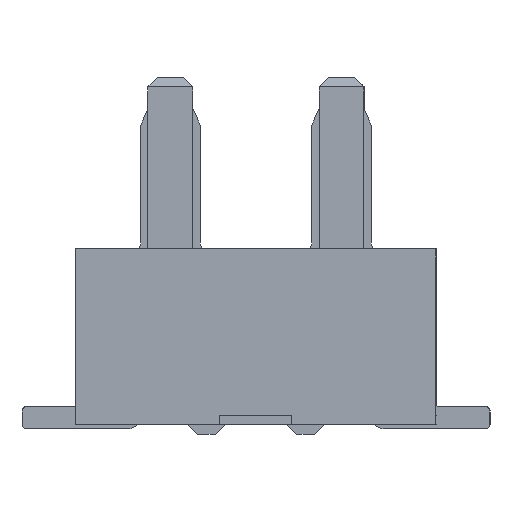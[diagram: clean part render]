
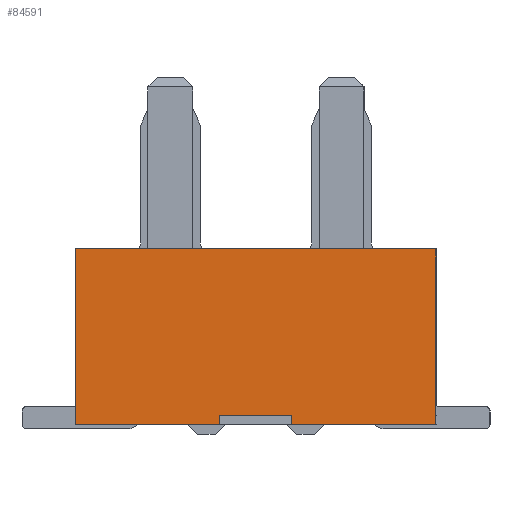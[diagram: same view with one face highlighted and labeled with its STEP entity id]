
A CAD part, left-side view. The second image highlights one B-rep face of the part: STEP entity #84591.
In plain terms, the highlighted planar face has unit normal (-1, 0, 0).
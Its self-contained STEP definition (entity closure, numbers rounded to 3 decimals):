
#265 = DIRECTION ( 'NONE',  ( 0., 0., 1. ) ) ;
#285 = CARTESIAN_POINT ( 'NONE',  ( -6.35, -2., 0. ) ) ;
#728 = ORIENTED_EDGE ( 'NONE', *, *, #42736, .F. ) ;
#1893 = CARTESIAN_POINT ( 'NONE',  ( -6.35, -2., 1.95 ) ) ;
#2477 = LINE ( 'NONE', #43555, #25844 ) ;
#2614 = VECTOR ( 'NONE', #265, 1000. ) ;
#3228 = VECTOR ( 'NONE', #34988, 1000. ) ;
#5453 = DIRECTION ( 'NONE',  ( 1., 0., 0. ) ) ;
#6105 = VERTEX_POINT ( 'NONE', #70047 ) ;
#6546 = DIRECTION ( 'NONE',  ( 0., -1., 0. ) ) ;
#6764 = PLANE ( 'NONE',  #8233 ) ;
#6782 = ORIENTED_EDGE ( 'NONE', *, *, #66952, .F. ) ;
#7836 = ORIENTED_EDGE ( 'NONE', *, *, #84430, .T. ) ;
#8233 = AXIS2_PLACEMENT_3D ( 'NONE', #68388, #5453, #25539 ) ;
#12118 = ORIENTED_EDGE ( 'NONE', *, *, #46280, .F. ) ;
#13030 = CARTESIAN_POINT ( 'NONE',  ( -6.35, -0.4, 0. ) ) ;
#13850 = VECTOR ( 'NONE', #45059, 1000. ) ;
#15528 = VERTEX_POINT ( 'NONE', #13030 ) ;
#21842 = CARTESIAN_POINT ( 'NONE',  ( -6.35, -2., 1.95 ) ) ;
#23228 = VERTEX_POINT ( 'NONE', #84955 ) ;
#23782 = DIRECTION ( 'NONE',  ( 0., 0., -1. ) ) ;
#24235 = CARTESIAN_POINT ( 'NONE',  ( -6.35, 2., 1.95 ) ) ;
#25539 = DIRECTION ( 'NONE',  ( 0., 0., -1. ) ) ;
#25844 = VECTOR ( 'NONE', #84656, 1000. ) ;
#28465 = EDGE_LOOP ( 'NONE', ( #83976, #12118, #728, #46777, #84619, #75462, #6782, #7836 ) ) ;
#30015 = VECTOR ( 'NONE', #53676, 1000. ) ;
#30882 = EDGE_CURVE ( 'NONE', #6105, #78561, #66203, .T. ) ;
#34988 = DIRECTION ( 'NONE',  ( 0., 0., -1. ) ) ;
#37927 = CARTESIAN_POINT ( 'NONE',  ( -6.35, 0.4, 0.1 ) ) ;
#37940 = CARTESIAN_POINT ( 'NONE',  ( -6.35, 0.4, 0. ) ) ;
#39246 = CARTESIAN_POINT ( 'NONE',  ( -6.35, 0.4, 0.1 ) ) ;
#40464 = CARTESIAN_POINT ( 'NONE',  ( -6.35, -0.4, 0. ) ) ;
#42736 = EDGE_CURVE ( 'NONE', #23228, #44136, #77697, .T. ) ;
#42995 = DIRECTION ( 'NONE',  ( 0., -1., 0. ) ) ;
#43555 = CARTESIAN_POINT ( 'NONE',  ( -6.35, -2., 1.95 ) ) ;
#44136 = VERTEX_POINT ( 'NONE', #39246 ) ;
#44792 = EDGE_CURVE ( 'NONE', #86154, #63281, #2477, .T. ) ;
#45059 = DIRECTION ( 'NONE',  ( 0., 1., 0. ) ) ;
#46257 = CARTESIAN_POINT ( 'NONE',  ( -6.35, -2., 0. ) ) ;
#46280 = EDGE_CURVE ( 'NONE', #44136, #78561, #82804, .T. ) ;
#46777 = ORIENTED_EDGE ( 'NONE', *, *, #75037, .F. ) ;
#49242 = LINE ( 'NONE', #1893, #52603 ) ;
#52603 = VECTOR ( 'NONE', #42995, 1000. ) ;
#53665 = EDGE_CURVE ( 'NONE', #15528, #63281, #75315, .T. ) ;
#53676 = DIRECTION ( 'NONE',  ( 0., -1., 0. ) ) ;
#54111 = FACE_OUTER_BOUND ( 'NONE', #28465, .T. ) ;
#63281 = VERTEX_POINT ( 'NONE', #46257 ) ;
#63570 = CARTESIAN_POINT ( 'NONE',  ( -6.35, 0.4, 0. ) ) ;
#65755 = LINE ( 'NONE', #24235, #80963 ) ;
#66203 = LINE ( 'NONE', #73781, #30015 ) ;
#66952 = EDGE_CURVE ( 'NONE', #73924, #86154, #49242, .T. ) ;
#68155 = LINE ( 'NONE', #40464, #2614 ) ;
#68388 = CARTESIAN_POINT ( 'NONE',  ( -6.35, -2., 1.95 ) ) ;
#69368 = VECTOR ( 'NONE', #6546, 1000. ) ;
#70047 = CARTESIAN_POINT ( 'NONE',  ( -6.35, 2., 0. ) ) ;
#73781 = CARTESIAN_POINT ( 'NONE',  ( -6.35, -2., 0. ) ) ;
#73924 = VERTEX_POINT ( 'NONE', #74390 ) ;
#74390 = CARTESIAN_POINT ( 'NONE',  ( -6.35, 2., 1.95 ) ) ;
#75037 = EDGE_CURVE ( 'NONE', #15528, #23228, #68155, .T. ) ;
#75315 = LINE ( 'NONE', #285, #69368 ) ;
#75462 = ORIENTED_EDGE ( 'NONE', *, *, #44792, .F. ) ;
#77697 = LINE ( 'NONE', #37927, #13850 ) ;
#78561 = VERTEX_POINT ( 'NONE', #37940 ) ;
#80963 = VECTOR ( 'NONE', #23782, 1000. ) ;
#82804 = LINE ( 'NONE', #63570, #3228 ) ;
#83976 = ORIENTED_EDGE ( 'NONE', *, *, #30882, .T. ) ;
#84430 = EDGE_CURVE ( 'NONE', #73924, #6105, #65755, .T. ) ;
#84591 = ADVANCED_FACE ( 'NONE', ( #54111 ), #6764, .F. ) ;
#84619 = ORIENTED_EDGE ( 'NONE', *, *, #53665, .T. ) ;
#84656 = DIRECTION ( 'NONE',  ( 0., 0., -1. ) ) ;
#84955 = CARTESIAN_POINT ( 'NONE',  ( -6.35, -0.4, 0.1 ) ) ;
#86154 = VERTEX_POINT ( 'NONE', #21842 ) ;
